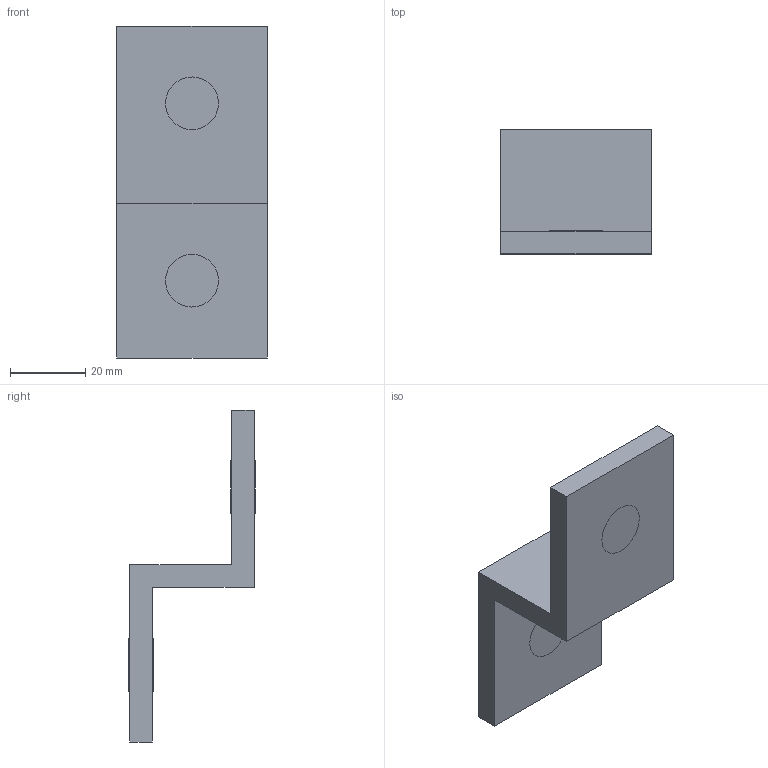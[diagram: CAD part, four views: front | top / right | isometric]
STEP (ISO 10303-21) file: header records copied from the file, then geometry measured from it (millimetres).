
FILE_DESCRIPTION(/* description */ (''),/* implementation_level */ '2;1');
FILE_NAME(/* name */ '597103.stp',/* time_stamp */ '2025-12-05T09:50:43+01:00',/* author */ ('mael.lecharpentier'),/* organization */ (''),/* preprocessor_version */ 'ST-DEVELOPER v20',/* originating_system */ 'AutoCAD Mechanical',/* authorisation */ '');
FILE_SCHEMA (('AUTOMOTIVE_DESIGN { 1 0 10303 214 3 1 1 }'));
Length unit declared in the file: millimetre
Products named in the file (1): Product
Bounding box: 40 x 33.4 x 88 mm (x, y, z)
Volume: 27600 mm3; surface area: 11675.8 mm2
Topology: 1 solids, 5 shells, 14 faces, 28 edges, 20 vertices
Faces by surface type: plane 14
Entity records: 405 total; most frequent: CARTESIAN_POINT 63, DIRECTION 62, ORIENTED_EDGE 52, EDGE_CURVE 28, LINE 24, VECTOR 24, VERTEX_POINT 20, AXIS2_PLACEMENT_3D 19
